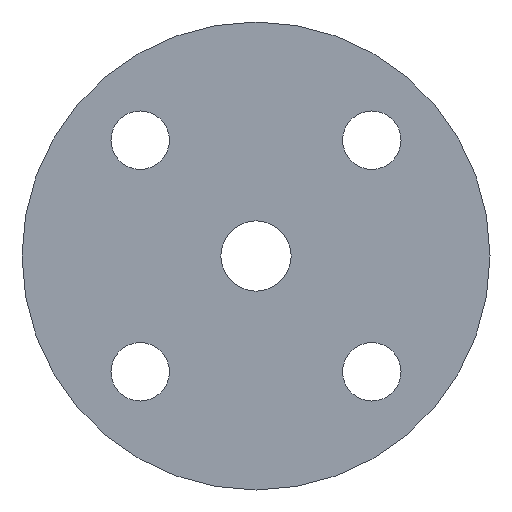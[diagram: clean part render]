
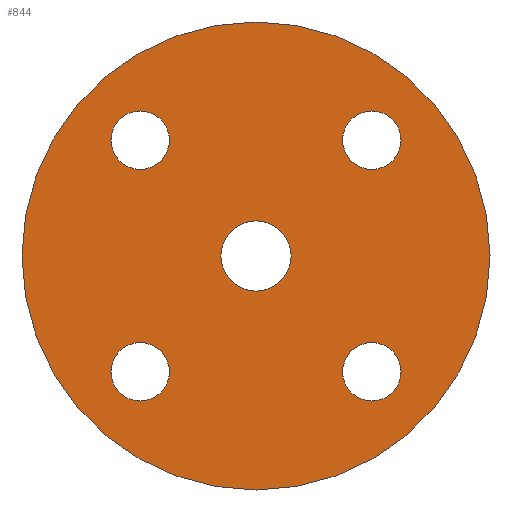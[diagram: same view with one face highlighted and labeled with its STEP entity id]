
A CAD part, front view. The second image highlights one B-rep face of the part: STEP entity #844.
In plain terms, the highlighted planar face has unit normal (0, -1, 0).
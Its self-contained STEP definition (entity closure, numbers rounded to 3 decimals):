
#4 = VERTEX_POINT ( 'NONE', #2851 ) ;
#38 = DIRECTION ( 'NONE',  ( 0., 1., 0. ) ) ;
#52 = CIRCLE ( 'NONE', #1456, 1.25 ) ;
#83 = VERTEX_POINT ( 'NONE', #5011 ) ;
#278 = AXIS2_PLACEMENT_3D ( 'NONE', #4649, #1087, #3060 ) ;
#308 = EDGE_LOOP ( 'NONE', ( #4070, #3506 ) ) ;
#312 = VERTEX_POINT ( 'NONE', #446 ) ;
#421 = CIRCLE ( 'NONE', #1181, 1.25 ) ;
#422 = DIRECTION ( 'NONE',  ( 0., 0., 1. ) ) ;
#446 = CARTESIAN_POINT ( 'NONE',  ( 4.95, 0., -3.7 ) ) ;
#652 = AXIS2_PLACEMENT_3D ( 'NONE', #3680, #38, #422 ) ;
#723 = PLANE ( 'NONE',  #2423 ) ;
#811 = CARTESIAN_POINT ( 'NONE',  ( 0., 0., 0. ) ) ;
#818 = ORIENTED_EDGE ( 'NONE', *, *, #5032, .T. ) ;
#844 = ADVANCED_FACE ( 'NONE', ( #4163, #4724, #2540, #3354, #3618, #3672 ), #723, .F. ) ;
#859 = CIRCLE ( 'NONE', #278, 1.25 ) ;
#886 = AXIS2_PLACEMENT_3D ( 'NONE', #1250, #4068, #3687 ) ;
#899 = DIRECTION ( 'NONE',  ( 0., 0., 1. ) ) ;
#904 = EDGE_CURVE ( 'NONE', #312, #1785, #3483, .T. ) ;
#928 = DIRECTION ( 'NONE',  ( 0., 1., 0. ) ) ;
#954 = EDGE_LOOP ( 'NONE', ( #3331, #818 ) ) ;
#1059 = VERTEX_POINT ( 'NONE', #4862 ) ;
#1076 = VERTEX_POINT ( 'NONE', #3713 ) ;
#1087 = DIRECTION ( 'NONE',  ( 0., 1., 0. ) ) ;
#1090 = CIRCLE ( 'NONE', #2467, 1.5 ) ;
#1097 = CARTESIAN_POINT ( 'NONE',  ( -4.95, 0., 6.2 ) ) ;
#1155 = CARTESIAN_POINT ( 'NONE',  ( 0., 0., 0. ) ) ;
#1181 = AXIS2_PLACEMENT_3D ( 'NONE', #3190, #4365, #1947 ) ;
#1250 = CARTESIAN_POINT ( 'NONE',  ( 0., 0., 0. ) ) ;
#1324 = DIRECTION ( 'NONE',  ( 0., 0., 1. ) ) ;
#1341 = AXIS2_PLACEMENT_3D ( 'NONE', #3977, #2050, #3222 ) ;
#1456 = AXIS2_PLACEMENT_3D ( 'NONE', #4476, #4843, #899 ) ;
#1484 = CARTESIAN_POINT ( 'NONE',  ( 0., 0., 0. ) ) ;
#1526 = AXIS2_PLACEMENT_3D ( 'NONE', #1155, #1595, #4395 ) ;
#1531 = CARTESIAN_POINT ( 'NONE',  ( 0., 0., 0. ) ) ;
#1595 = DIRECTION ( 'NONE',  ( 0., 1., 0. ) ) ;
#1619 = AXIS2_PLACEMENT_3D ( 'NONE', #2103, #2834, #2502 ) ;
#1690 = EDGE_LOOP ( 'NONE', ( #5125, #3946 ) ) ;
#1785 = VERTEX_POINT ( 'NONE', #2302 ) ;
#1947 = DIRECTION ( 'NONE',  ( 0., 0., 1. ) ) ;
#2005 = EDGE_CURVE ( 'NONE', #3879, #3315, #2546, .T. ) ;
#2022 = AXIS2_PLACEMENT_3D ( 'NONE', #3321, #928, #1324 ) ;
#2045 = EDGE_CURVE ( 'NONE', #3315, #3879, #2165, .T. ) ;
#2050 = DIRECTION ( 'NONE',  ( 0., 1., 0. ) ) ;
#2079 = EDGE_CURVE ( 'NONE', #83, #2191, #4795, .T. ) ;
#2103 = CARTESIAN_POINT ( 'NONE',  ( 4.95, 0., -4.95 ) ) ;
#2165 = CIRCLE ( 'NONE', #2251, 10. ) ;
#2191 = VERTEX_POINT ( 'NONE', #1097 ) ;
#2251 = AXIS2_PLACEMENT_3D ( 'NONE', #1484, #4406, #2789 ) ;
#2302 = CARTESIAN_POINT ( 'NONE',  ( 4.95, 0., -6.2 ) ) ;
#2400 = DIRECTION ( 'NONE',  ( 0., 0., 1. ) ) ;
#2423 = AXIS2_PLACEMENT_3D ( 'NONE', #1531, #4722, #2400 ) ;
#2425 = CARTESIAN_POINT ( 'NONE',  ( 4.95, 0., 6.2 ) ) ;
#2467 = AXIS2_PLACEMENT_3D ( 'NONE', #811, #3645, #4845 ) ;
#2501 = ORIENTED_EDGE ( 'NONE', *, *, #3346, .T. ) ;
#2502 = DIRECTION ( 'NONE',  ( 0., 0., 1. ) ) ;
#2540 = FACE_BOUND ( 'NONE', #4061, .T. ) ;
#2546 = CIRCLE ( 'NONE', #886, 10. ) ;
#2657 = CARTESIAN_POINT ( 'NONE',  ( 4.95, 0., 4.95 ) ) ;
#2666 = EDGE_CURVE ( 'NONE', #2880, #1076, #421, .T. ) ;
#2720 = CIRCLE ( 'NONE', #1619, 1.25 ) ;
#2789 = DIRECTION ( 'NONE',  ( 0., 0., 1. ) ) ;
#2834 = DIRECTION ( 'NONE',  ( 0., 1., 0. ) ) ;
#2851 = CARTESIAN_POINT ( 'NONE',  ( -4.95, 0., -6.2 ) ) ;
#2865 = CIRCLE ( 'NONE', #652, 1.25 ) ;
#2870 = CARTESIAN_POINT ( 'NONE',  ( 0., 0., -10. ) ) ;
#2880 = VERTEX_POINT ( 'NONE', #2425 ) ;
#3060 = DIRECTION ( 'NONE',  ( 0., 0., 1. ) ) ;
#3072 = EDGE_CURVE ( 'NONE', #2191, #83, #859, .T. ) ;
#3096 = DIRECTION ( 'NONE',  ( 0., 0., 1. ) ) ;
#3148 = ORIENTED_EDGE ( 'NONE', *, *, #3867, .T. ) ;
#3190 = CARTESIAN_POINT ( 'NONE',  ( 4.95, 0., 4.95 ) ) ;
#3215 = VERTEX_POINT ( 'NONE', #3600 ) ;
#3217 = EDGE_CURVE ( 'NONE', #3324, #3215, #4355, .T. ) ;
#3222 = DIRECTION ( 'NONE',  ( 0., 0., 1. ) ) ;
#3306 = CIRCLE ( 'NONE', #3336, 1.25 ) ;
#3315 = VERTEX_POINT ( 'NONE', #2870 ) ;
#3321 = CARTESIAN_POINT ( 'NONE',  ( -4.95, 0., 4.95 ) ) ;
#3324 = VERTEX_POINT ( 'NONE', #4496 ) ;
#3331 = ORIENTED_EDGE ( 'NONE', *, *, #5064, .T. ) ;
#3336 = AXIS2_PLACEMENT_3D ( 'NONE', #2657, #3918, #3096 ) ;
#3346 = EDGE_CURVE ( 'NONE', #1785, #312, #2720, .T. ) ;
#3354 = FACE_BOUND ( 'NONE', #308, .T. ) ;
#3483 = CIRCLE ( 'NONE', #1341, 1.25 ) ;
#3506 = ORIENTED_EDGE ( 'NONE', *, *, #2666, .T. ) ;
#3525 = ORIENTED_EDGE ( 'NONE', *, *, #3217, .T. ) ;
#3571 = ORIENTED_EDGE ( 'NONE', *, *, #2045, .F. ) ;
#3572 = EDGE_LOOP ( 'NONE', ( #3571, #3889 ) ) ;
#3600 = CARTESIAN_POINT ( 'NONE',  ( 0., 0., 1.5 ) ) ;
#3618 = FACE_BOUND ( 'NONE', #1690, .T. ) ;
#3645 = DIRECTION ( 'NONE',  ( 0., 1., 0. ) ) ;
#3672 = FACE_BOUND ( 'NONE', #4073, .T. ) ;
#3680 = CARTESIAN_POINT ( 'NONE',  ( -4.95, 0., -4.95 ) ) ;
#3687 = DIRECTION ( 'NONE',  ( 0., 0., 1. ) ) ;
#3713 = CARTESIAN_POINT ( 'NONE',  ( 4.95, 0., 3.7 ) ) ;
#3867 = EDGE_CURVE ( 'NONE', #3215, #3324, #1090, .T. ) ;
#3879 = VERTEX_POINT ( 'NONE', #4430 ) ;
#3889 = ORIENTED_EDGE ( 'NONE', *, *, #2005, .F. ) ;
#3918 = DIRECTION ( 'NONE',  ( 0., 1., 0. ) ) ;
#3946 = ORIENTED_EDGE ( 'NONE', *, *, #3072, .T. ) ;
#3977 = CARTESIAN_POINT ( 'NONE',  ( 4.95, 0., -4.95 ) ) ;
#4061 = EDGE_LOOP ( 'NONE', ( #2501, #4138 ) ) ;
#4068 = DIRECTION ( 'NONE',  ( 0., 1., 0. ) ) ;
#4070 = ORIENTED_EDGE ( 'NONE', *, *, #4819, .T. ) ;
#4073 = EDGE_LOOP ( 'NONE', ( #3525, #3148 ) ) ;
#4138 = ORIENTED_EDGE ( 'NONE', *, *, #904, .T. ) ;
#4163 = FACE_OUTER_BOUND ( 'NONE', #3572, .T. ) ;
#4355 = CIRCLE ( 'NONE', #1526, 1.5 ) ;
#4365 = DIRECTION ( 'NONE',  ( 0., 1., 0. ) ) ;
#4395 = DIRECTION ( 'NONE',  ( 0., 0., 1. ) ) ;
#4406 = DIRECTION ( 'NONE',  ( 0., 1., 0. ) ) ;
#4430 = CARTESIAN_POINT ( 'NONE',  ( 0., 0., 10. ) ) ;
#4476 = CARTESIAN_POINT ( 'NONE',  ( -4.95, 0., -4.95 ) ) ;
#4496 = CARTESIAN_POINT ( 'NONE',  ( 0., 0., -1.5 ) ) ;
#4649 = CARTESIAN_POINT ( 'NONE',  ( -4.95, 0., 4.95 ) ) ;
#4722 = DIRECTION ( 'NONE',  ( 0., 1., 0. ) ) ;
#4724 = FACE_BOUND ( 'NONE', #954, .T. ) ;
#4795 = CIRCLE ( 'NONE', #2022, 1.25 ) ;
#4819 = EDGE_CURVE ( 'NONE', #1076, #2880, #3306, .T. ) ;
#4843 = DIRECTION ( 'NONE',  ( 0., 1., 0. ) ) ;
#4845 = DIRECTION ( 'NONE',  ( 0., 0., 1. ) ) ;
#4862 = CARTESIAN_POINT ( 'NONE',  ( -4.95, 0., -3.7 ) ) ;
#5011 = CARTESIAN_POINT ( 'NONE',  ( -4.95, 0., 3.7 ) ) ;
#5032 = EDGE_CURVE ( 'NONE', #1059, #4, #52, .T. ) ;
#5064 = EDGE_CURVE ( 'NONE', #4, #1059, #2865, .T. ) ;
#5125 = ORIENTED_EDGE ( 'NONE', *, *, #2079, .T. ) ;
